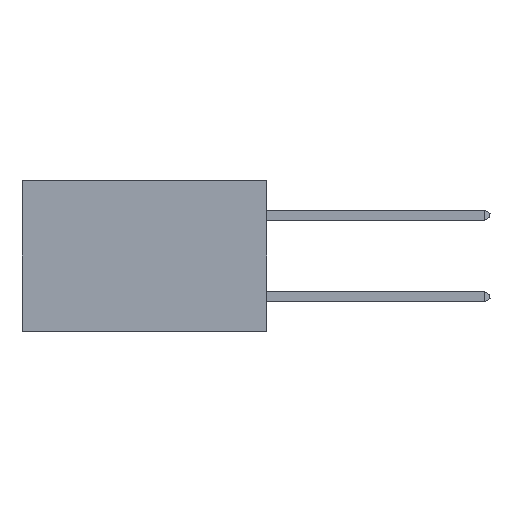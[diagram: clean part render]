
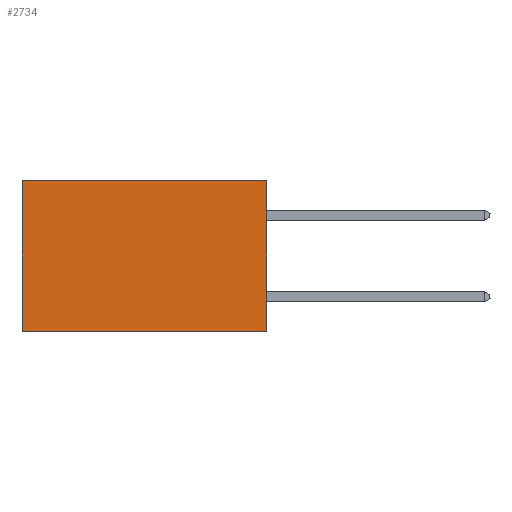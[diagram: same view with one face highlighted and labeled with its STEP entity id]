
A CAD part, left-side view. The second image highlights one B-rep face of the part: STEP entity #2734.
In plain terms, the highlighted planar face has unit normal (-1, 0, 0).
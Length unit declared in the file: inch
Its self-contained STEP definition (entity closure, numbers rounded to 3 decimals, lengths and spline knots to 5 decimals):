
#89 = ORIENTED_EDGE ( 'NONE', *, *, #19746, .T. ) ;
#225 = CARTESIAN_POINT ( 'NONE',  ( 0.2875, 0., 0. ) ) ;
#355 = DIRECTION ( 'NONE',  ( 1., 0., 0. ) ) ;
#682 = ORIENTED_EDGE ( 'NONE', *, *, #19046, .F. ) ;
#1343 = CARTESIAN_POINT ( 'NONE',  ( 0.2875, 0., -0.37 ) ) ;
#2734 = ADVANCED_FACE ( 'NONE', ( #3342 ), #15585, .F. ) ;
#3011 = VERTEX_POINT ( 'NONE', #26367 ) ;
#3342 = FACE_OUTER_BOUND ( 'NONE', #8084, .T. ) ;
#3364 = VERTEX_POINT ( 'NONE', #12433 ) ;
#3529 = CARTESIAN_POINT ( 'NONE',  ( 0.2875, 0.6, -0.37 ) ) ;
#4207 = ORIENTED_EDGE ( 'NONE', *, *, #26516, .T. ) ;
#5126 = ORIENTED_EDGE ( 'NONE', *, *, #10860, .F. ) ;
#7033 = CARTESIAN_POINT ( 'NONE',  ( 0.2875, 0.6, 0. ) ) ;
#8084 = EDGE_LOOP ( 'NONE', ( #4207, #5126, #682, #89 ) ) ;
#8133 = AXIS2_PLACEMENT_3D ( 'NONE', #225, #355, #13877 ) ;
#9573 = LINE ( 'NONE', #7033, #15895 ) ;
#10860 = EDGE_CURVE ( 'NONE', #3011, #26759, #26550, .T. ) ;
#11111 = VECTOR ( 'NONE', #16365, 39.37008 ) ;
#12433 = CARTESIAN_POINT ( 'NONE',  ( 0.2875, 0., 0. ) ) ;
#13877 = DIRECTION ( 'NONE',  ( 0., 0., -1. ) ) ;
#15585 = PLANE ( 'NONE',  #8133 ) ;
#15895 = VECTOR ( 'NONE', #25921, 39.37008 ) ;
#16365 = DIRECTION ( 'NONE',  ( 0., 1., 0. ) ) ;
#16428 = CARTESIAN_POINT ( 'NONE',  ( 0.2875, 0., 0. ) ) ;
#18432 = VECTOR ( 'NONE', #26837, 39.37008 ) ;
#19046 = EDGE_CURVE ( 'NONE', #3364, #3011, #25254, .T. ) ;
#19094 = LINE ( 'NONE', #16428, #18432 ) ;
#19737 = VECTOR ( 'NONE', #25309, 39.37008 ) ;
#19746 = EDGE_CURVE ( 'NONE', #3364, #25228, #19094, .T. ) ;
#21129 = CARTESIAN_POINT ( 'NONE',  ( 0.2875, 0., 0. ) ) ;
#22574 = CARTESIAN_POINT ( 'NONE',  ( 0.2875, 0.6, 0. ) ) ;
#25228 = VERTEX_POINT ( 'NONE', #22574 ) ;
#25254 = LINE ( 'NONE', #21129, #19737 ) ;
#25309 = DIRECTION ( 'NONE',  ( 0., 0., -1. ) ) ;
#25921 = DIRECTION ( 'NONE',  ( 0., 0., -1. ) ) ;
#26367 = CARTESIAN_POINT ( 'NONE',  ( 0.2875, 0., -0.37 ) ) ;
#26516 = EDGE_CURVE ( 'NONE', #25228, #26759, #9573, .T. ) ;
#26550 = LINE ( 'NONE', #1343, #11111 ) ;
#26759 = VERTEX_POINT ( 'NONE', #3529 ) ;
#26837 = DIRECTION ( 'NONE',  ( 0., 1., 0. ) ) ;
